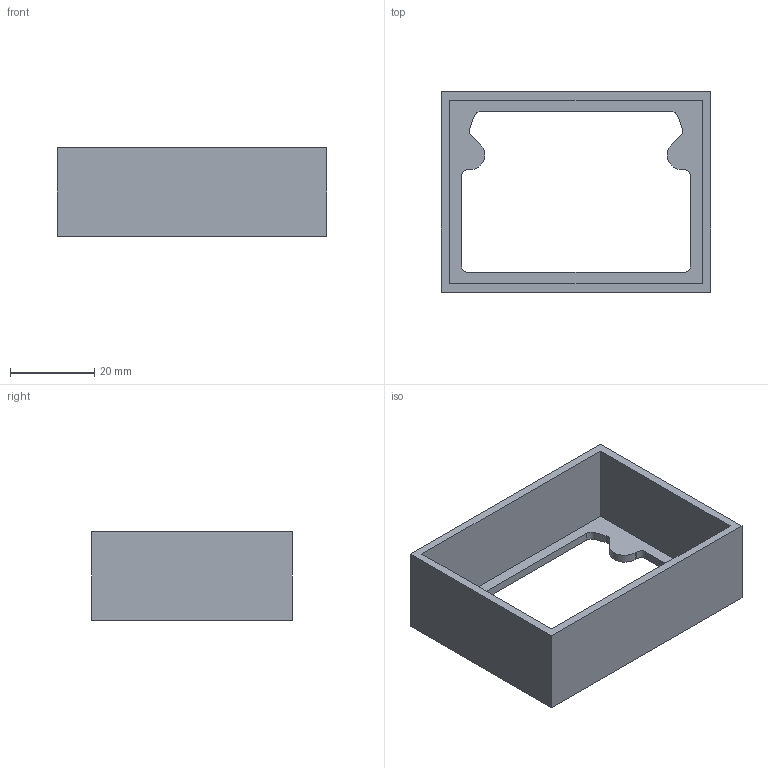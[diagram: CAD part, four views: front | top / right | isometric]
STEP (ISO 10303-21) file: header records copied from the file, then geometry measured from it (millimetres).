
FILE_DESCRIPTION(('CoCreate Modeling STEP Export'),'2;1');
FILE_NAME('6249848.stp','2016-09-29T14:05:52',(''),(''),'CoCreate Modeling STEP processor for AP214 (Solid Model)','CoCreate Modeling 16.00B 02-Dec-2008 (C) Parametric Technology GmbH','');
FILE_SCHEMA(('AUTOMOTIVE_DESIGN { 1 0 10303 214 1 1 1 1 }'));
Length unit declared in the file: millimetre
Products named in the file (1): Kantenschutz_40060.1
Bounding box: 64.05 x 47.7 x 21 mm (x, y, z)
Volume: 10343.5 mm3; surface area: 11164.1 mm2
Topology: 1 solids, 1 shells, 35 faces, 96 edges, 64 vertices
Faces by surface type: plane 21, cylinder 14
Entity records: 1084 total; most frequent: ORIENTED_EDGE 192, CARTESIAN_POINT 184, DIRECTION 172, EDGE_CURVE 96, VECTOR 68, LINE 68, VERTEX_POINT 64, AXIS2_PLACEMENT_3D 52
